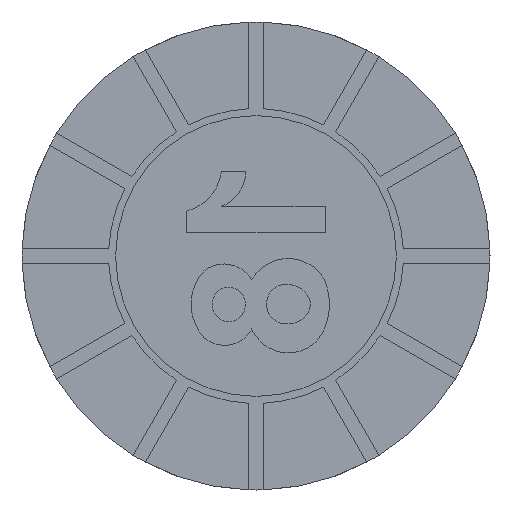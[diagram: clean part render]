
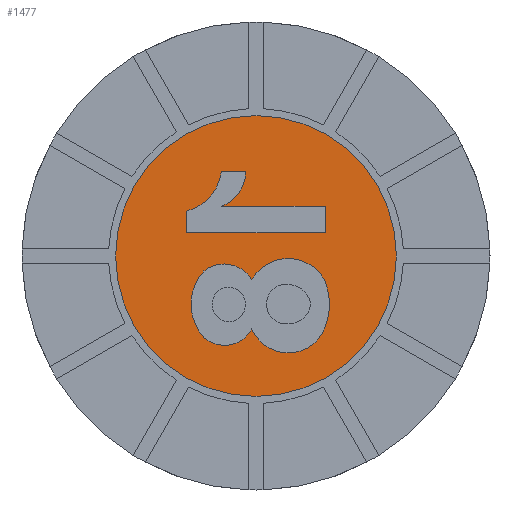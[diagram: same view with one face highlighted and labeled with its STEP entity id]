
A CAD part, left-side view. The second image highlights one B-rep face of the part: STEP entity #1477.
In plain terms, the highlighted planar face has unit normal (-1, 0, 0).
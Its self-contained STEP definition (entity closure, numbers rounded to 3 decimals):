
#108=CIRCLE('',#1625,3.);
#109=CIRCLE('',#1628,0.696);
#110=CIRCLE('',#1629,0.902);
#111=CIRCLE('',#1630,1.392);
#112=CIRCLE('',#1631,0.846);
#113=CIRCLE('',#1632,0.654);
#114=CIRCLE('',#1633,1.052);
#115=CIRCLE('',#1634,1.);
#116=CIRCLE('',#1635,0.8);
#440=ORIENTED_EDGE('',*,*,#717,.F.);
#441=ORIENTED_EDGE('',*,*,#718,.F.);
#442=ORIENTED_EDGE('',*,*,#719,.F.);
#443=ORIENTED_EDGE('',*,*,#720,.F.);
#444=ORIENTED_EDGE('',*,*,#721,.F.);
#445=ORIENTED_EDGE('',*,*,#722,.F.);
#446=ORIENTED_EDGE('',*,*,#723,.F.);
#447=ORIENTED_EDGE('',*,*,#724,.T.);
#448=ORIENTED_EDGE('',*,*,#725,.F.);
#449=ORIENTED_EDGE('',*,*,#726,.T.);
#450=ORIENTED_EDGE('',*,*,#727,.T.);
#451=ORIENTED_EDGE('',*,*,#728,.T.);
#452=ORIENTED_EDGE('',*,*,#729,.T.);
#453=ORIENTED_EDGE('',*,*,#730,.T.);
#717=EDGE_CURVE('',#884,#884,#108,.T.);
#718=EDGE_CURVE('',#885,#886,#109,.F.);
#719=EDGE_CURVE('',#887,#885,#110,.F.);
#720=EDGE_CURVE('',#888,#887,#111,.F.);
#721=EDGE_CURVE('',#889,#888,#112,.F.);
#722=EDGE_CURVE('',#890,#889,#113,.F.);
#723=EDGE_CURVE('',#886,#890,#114,.F.);
#724=EDGE_CURVE('',#891,#892,#1023,.T.);
#725=EDGE_CURVE('',#893,#892,#115,.T.);
#726=EDGE_CURVE('',#893,#894,#1024,.T.);
#727=EDGE_CURVE('',#894,#895,#116,.T.);
#728=EDGE_CURVE('',#895,#896,#1025,.T.);
#729=EDGE_CURVE('',#896,#897,#1026,.T.);
#730=EDGE_CURVE('',#897,#891,#1027,.T.);
#884=VERTEX_POINT('',#2458);
#885=VERTEX_POINT('',#2462);
#886=VERTEX_POINT('',#2463);
#887=VERTEX_POINT('',#2465);
#888=VERTEX_POINT('',#2467);
#889=VERTEX_POINT('',#2469);
#890=VERTEX_POINT('',#2471);
#891=VERTEX_POINT('',#2474);
#892=VERTEX_POINT('',#2475);
#893=VERTEX_POINT('',#2477);
#894=VERTEX_POINT('',#2479);
#895=VERTEX_POINT('',#2481);
#896=VERTEX_POINT('',#2483);
#897=VERTEX_POINT('',#2485);
#1023=LINE('',#2473,#1152);
#1024=LINE('',#2478,#1153);
#1025=LINE('',#2482,#1154);
#1026=LINE('',#2484,#1155);
#1027=LINE('',#2486,#1156);
#1152=VECTOR('',#2017,1000.);
#1153=VECTOR('',#2020,1000.);
#1154=VECTOR('',#2023,1000.);
#1155=VECTOR('',#2024,1000.);
#1156=VECTOR('',#2025,1000.);
#1248=EDGE_LOOP('',(#440));
#1249=EDGE_LOOP('',(#441,#442,#443,#444,#445,#446));
#1250=EDGE_LOOP('',(#447,#448,#449,#450,#451,#452,#453));
#1342=FACE_BOUND('',#1248,.T.);
#1343=FACE_BOUND('',#1249,.T.);
#1344=FACE_BOUND('',#1250,.T.);
#1410=PLANE('',#1627);
#1477=ADVANCED_FACE('',(#1342,#1343,#1344),#1410,.F.);
#1625=AXIS2_PLACEMENT_3D('',#2457,#1999,#2000);
#1627=AXIS2_PLACEMENT_3D('',#2460,#2003,#2004);
#1628=AXIS2_PLACEMENT_3D('',#2461,#2005,#2006);
#1629=AXIS2_PLACEMENT_3D('',#2464,#2007,#2008);
#1630=AXIS2_PLACEMENT_3D('',#2466,#2009,#2010);
#1631=AXIS2_PLACEMENT_3D('',#2468,#2011,#2012);
#1632=AXIS2_PLACEMENT_3D('',#2470,#2013,#2014);
#1633=AXIS2_PLACEMENT_3D('',#2472,#2015,#2016);
#1634=AXIS2_PLACEMENT_3D('',#2476,#2018,#2019);
#1635=AXIS2_PLACEMENT_3D('',#2480,#2021,#2022);
#1999=DIRECTION('',(1.,0.,0.));
#2000=DIRECTION('',(0.,0.,-1.));
#2003=DIRECTION('',(1.,0.,0.));
#2004=DIRECTION('',(0.,0.,-1.));
#2005=DIRECTION('',(1.,0.,0.));
#2006=DIRECTION('',(0.,0.,-1.));
#2007=DIRECTION('',(1.,0.,0.));
#2008=DIRECTION('',(0.,0.,-1.));
#2009=DIRECTION('',(1.,0.,0.));
#2010=DIRECTION('',(0.,0.,-1.));
#2011=DIRECTION('',(1.,0.,0.));
#2012=DIRECTION('',(0.,0.,-1.));
#2013=DIRECTION('',(1.,0.,0.));
#2014=DIRECTION('',(0.,0.,-1.));
#2015=DIRECTION('',(1.,0.,0.));
#2016=DIRECTION('',(0.,0.,-1.));
#2017=DIRECTION('',(0.,0.,1.));
#2018=DIRECTION('',(1.,0.,0.));
#2019=DIRECTION('',(0.,0.,-1.));
#2020=DIRECTION('',(0.,-1.,0.));
#2021=DIRECTION('',(1.,0.,0.));
#2022=DIRECTION('',(0.,0.,-1.));
#2023=DIRECTION('',(0.,-1.,0.));
#2024=DIRECTION('',(0.,0.,-1.));
#2025=DIRECTION('',(0.,1.,0.));
#2457=CARTESIAN_POINT('',(0.,0.,0.));
#2458=CARTESIAN_POINT('',(0.,0.,-3.));
#2460=CARTESIAN_POINT('',(0.,0.,0.));
#2461=CARTESIAN_POINT('',(0.,0.683,-0.867));
#2462=CARTESIAN_POINT('',(0.,0.092,-0.5));
#2463=CARTESIAN_POINT('',(0.,1.114,-0.32));
#2464=CARTESIAN_POINT('',(0.,-0.686,-0.956));
#2465=CARTESIAN_POINT('',(0.,-1.464,-0.5));
#2466=CARTESIAN_POINT('',(0.,-0.177,-1.029));
#2467=CARTESIAN_POINT('',(0.,-1.464,-1.558));
#2468=CARTESIAN_POINT('',(0.,-0.686,-1.226));
#2469=CARTESIAN_POINT('',(0.,0.092,-1.558));
#2470=CARTESIAN_POINT('',(0.,0.672,-1.256));
#2471=CARTESIAN_POINT('',(0.,1.114,-1.738));
#2472=CARTESIAN_POINT('',(0.,0.336,-1.029));
#2473=CARTESIAN_POINT('',(0.,1.48,0.5));
#2474=CARTESIAN_POINT('',(0.,1.48,0.5));
#2475=CARTESIAN_POINT('',(0.,1.48,0.96));
#2476=CARTESIAN_POINT('',(0.,1.732,1.928));
#2477=CARTESIAN_POINT('',(0.,0.74,1.8));
#2478=CARTESIAN_POINT('',(0.,0.74,1.8));
#2479=CARTESIAN_POINT('',(0.,0.22,1.8));
#2480=CARTESIAN_POINT('',(0.,1.02,1.809));
#2481=CARTESIAN_POINT('',(0.,0.74,1.06));
#2482=CARTESIAN_POINT('',(0.,0.74,1.06));
#2483=CARTESIAN_POINT('',(0.,-1.48,1.06));
#2484=CARTESIAN_POINT('',(0.,-1.48,1.06));
#2485=CARTESIAN_POINT('',(0.,-1.48,0.5));
#2486=CARTESIAN_POINT('',(0.,-1.48,0.5));
